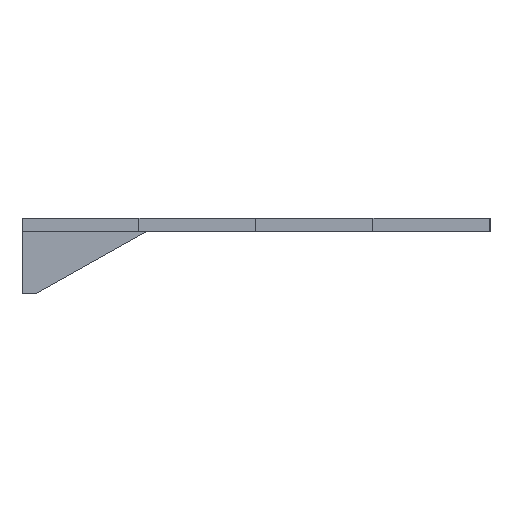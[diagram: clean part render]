
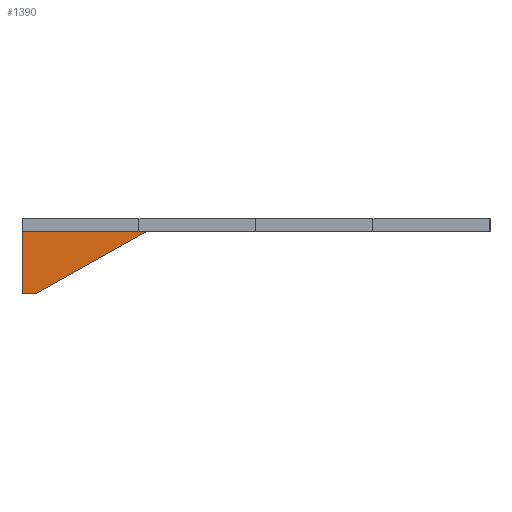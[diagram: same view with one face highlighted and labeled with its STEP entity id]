
A CAD part, left-side view. The second image highlights one B-rep face of the part: STEP entity #1390.
In plain terms, the highlighted planar face has unit normal (-1, 0, 0).
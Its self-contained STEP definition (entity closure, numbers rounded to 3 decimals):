
#1 = VERTEX_POINT ( 'NONE', #1503 ) ;
#5 = VERTEX_POINT ( 'NONE', #428 ) ;
#38 = CARTESIAN_POINT ( 'NONE',  ( -7.5, 49.5, -14. ) ) ;
#77 = DIRECTION ( 'NONE',  ( 0., 1., 0. ) ) ;
#182 = CARTESIAN_POINT ( 'NONE',  ( -7.5, 52.5, -14. ) ) ;
#189 = DIRECTION ( 'NONE',  ( 1., 0., 0. ) ) ;
#220 = CARTESIAN_POINT ( 'NONE',  ( -7.5, 52.5, 0. ) ) ;
#235 = LINE ( 'NONE', #486, #516 ) ;
#241 = VECTOR ( 'NONE', #1356, 1000. ) ;
#254 = EDGE_CURVE ( 'NONE', #5, #1435, #1203, .T. ) ;
#304 = CARTESIAN_POINT ( 'NONE',  ( -7.5, 52.5, -14. ) ) ;
#326 = FACE_OUTER_BOUND ( 'NONE', #379, .T. ) ;
#379 = EDGE_LOOP ( 'NONE', ( #1372, #446, #1508, #1455 ) ) ;
#428 = CARTESIAN_POINT ( 'NONE',  ( -7.5, 24.5, 0. ) ) ;
#446 = ORIENTED_EDGE ( 'NONE', *, *, #254, .F. ) ;
#486 = CARTESIAN_POINT ( 'NONE',  ( -7.5, 52.5, -14. ) ) ;
#492 = DIRECTION ( 'NONE',  ( 0., 0., 1. ) ) ;
#516 = VECTOR ( 'NONE', #492, 1000. ) ;
#604 = AXIS2_PLACEMENT_3D ( 'NONE', #182, #189, #77 ) ;
#766 = EDGE_CURVE ( 'NONE', #5, #875, #789, .T. ) ;
#781 = EDGE_CURVE ( 'NONE', #1435, #1, #1383, .T. ) ;
#789 = LINE ( 'NONE', #1038, #1471 ) ;
#807 = DIRECTION ( 'NONE',  ( 0., 1., 0. ) ) ;
#857 = EDGE_CURVE ( 'NONE', #1, #875, #235, .T. ) ;
#875 = VERTEX_POINT ( 'NONE', #220 ) ;
#934 = PLANE ( 'NONE',  #604 ) ;
#1038 = CARTESIAN_POINT ( 'NONE',  ( -7.5, 52.5, 0. ) ) ;
#1169 = CARTESIAN_POINT ( 'NONE',  ( -7.5, 49.5, -14. ) ) ;
#1203 = LINE ( 'NONE', #38, #241 ) ;
#1268 = DIRECTION ( 'NONE',  ( 0., 1., 0. ) ) ;
#1356 = DIRECTION ( 'NONE',  ( 0., 0.873, -0.489 ) ) ;
#1372 = ORIENTED_EDGE ( 'NONE', *, *, #781, .F. ) ;
#1383 = LINE ( 'NONE', #304, #1429 ) ;
#1390 = ADVANCED_FACE ( 'NONE', ( #326 ), #934, .F. ) ;
#1429 = VECTOR ( 'NONE', #1268, 1000. ) ;
#1435 = VERTEX_POINT ( 'NONE', #1169 ) ;
#1455 = ORIENTED_EDGE ( 'NONE', *, *, #857, .F. ) ;
#1471 = VECTOR ( 'NONE', #807, 1000. ) ;
#1503 = CARTESIAN_POINT ( 'NONE',  ( -7.5, 52.5, -14. ) ) ;
#1508 = ORIENTED_EDGE ( 'NONE', *, *, #766, .T. ) ;
